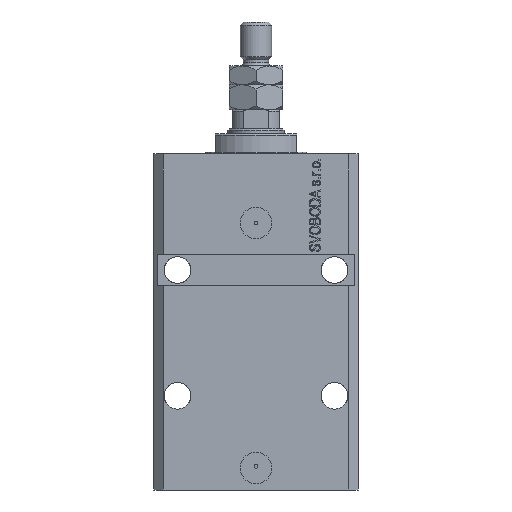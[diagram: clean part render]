
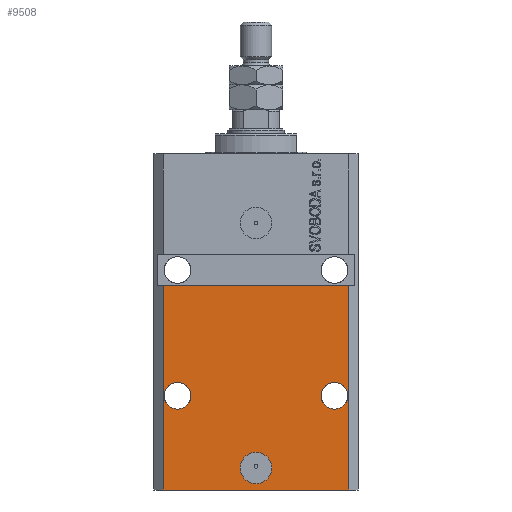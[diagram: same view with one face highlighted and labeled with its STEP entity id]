
A CAD part, front view. The second image highlights one B-rep face of the part: STEP entity #9508.
In plain terms, the highlighted planar face has unit normal (0, -1, 0).
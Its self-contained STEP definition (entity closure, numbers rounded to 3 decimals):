
#61 = VERTEX_POINT ( 'NONE', #33629 ) ;
#111 = VERTEX_POINT ( 'NONE', #23642 ) ;
#163 = EDGE_CURVE ( 'NONE', #61, #45603, #17183, .T. ) ;
#416 = DIRECTION ( 'NONE',  ( -1., 0., 0. ) ) ;
#984 = VECTOR ( 'NONE', #26170, 1000. ) ;
#997 = ORIENTED_EDGE ( 'NONE', *, *, #16328, .F. ) ;
#1492 = EDGE_CURVE ( 'NONE', #45603, #61, #41093, .T. ) ;
#1760 = CARTESIAN_POINT ( 'NONE',  ( 5., -22.5, -100. ) ) ;
#2463 = ORIENTED_EDGE ( 'NONE', *, *, #1492, .F. ) ;
#3110 = AXIS2_PLACEMENT_3D ( 'NONE', #37125, #29636, #40114 ) ;
#4213 = DIRECTION ( 'NONE',  ( 1., 0., 0. ) ) ;
#4795 = EDGE_CURVE ( 'NONE', #8791, #45059, #14127, .T. ) ;
#5843 = CARTESIAN_POINT ( 'NONE',  ( 0., -22.5, -100. ) ) ;
#5967 = EDGE_LOOP ( 'NONE', ( #2463, #9753 ) ) ;
#6018 = DIRECTION ( 'NONE',  ( 1., 0., 0. ) ) ;
#6157 = CARTESIAN_POINT ( 'NONE',  ( -29.25, -22.5, -77. ) ) ;
#6366 = DIRECTION ( 'NONE',  ( 1., 0., 0. ) ) ;
#7580 = LINE ( 'NONE', #22534, #25103 ) ;
#8791 = VERTEX_POINT ( 'NONE', #36557 ) ;
#9508 = ADVANCED_FACE ( 'NONE', ( #17474, #29191, #44623, #21212 ), #24952, .T. ) ;
#9753 = ORIENTED_EDGE ( 'NONE', *, *, #163, .F. ) ;
#10389 = AXIS2_PLACEMENT_3D ( 'NONE', #40652, #40408, #37168 ) ;
#10445 = CARTESIAN_POINT ( 'NONE',  ( -29.5, -22.5, -107. ) ) ;
#10926 = VERTEX_POINT ( 'NONE', #42264 ) ;
#12174 = CARTESIAN_POINT ( 'NONE',  ( 0., -22.5, -100. ) ) ;
#12207 = VERTEX_POINT ( 'NONE', #26890 ) ;
#12325 = CARTESIAN_POINT ( 'NONE',  ( -25., -22.5, -77. ) ) ;
#12509 = EDGE_CURVE ( 'NONE', #45059, #8791, #35993, .T. ) ;
#14127 = CIRCLE ( 'NONE', #35538, 4.25 ) ;
#16242 = ORIENTED_EDGE ( 'NONE', *, *, #22130, .F. ) ;
#16328 = EDGE_CURVE ( 'NONE', #10926, #17724, #19438, .T. ) ;
#17183 = CIRCLE ( 'NONE', #32317, 5. ) ;
#17474 = FACE_BOUND ( 'NONE', #5967, .T. ) ;
#17479 = CARTESIAN_POINT ( 'NONE',  ( 25., -22.5, -77. ) ) ;
#17724 = VERTEX_POINT ( 'NONE', #25386 ) ;
#18406 = ORIENTED_EDGE ( 'NONE', *, *, #20489, .F. ) ;
#19438 = LINE ( 'NONE', #22944, #984 ) ;
#20022 = VERTEX_POINT ( 'NONE', #40184 ) ;
#20059 = DIRECTION ( 'NONE',  ( -1., 0., 0. ) ) ;
#20489 = EDGE_CURVE ( 'NONE', #20022, #10926, #26389, .T. ) ;
#21212 = FACE_OUTER_BOUND ( 'NONE', #45105, .T. ) ;
#22130 = EDGE_CURVE ( 'NONE', #111, #27454, #24995, .T. ) ;
#22534 = CARTESIAN_POINT ( 'NONE',  ( 29.5, -22.5, -107. ) ) ;
#22655 = DIRECTION ( 'NONE',  ( 0., 0., 1. ) ) ;
#22944 = CARTESIAN_POINT ( 'NONE',  ( -32.5, -22.5, -42. ) ) ;
#23642 = CARTESIAN_POINT ( 'NONE',  ( 29.25, -22.5, -77. ) ) ;
#24952 = PLANE ( 'NONE',  #10389 ) ;
#24995 = CIRCLE ( 'NONE', #44102, 4.25 ) ;
#25103 = VECTOR ( 'NONE', #45453, 1000. ) ;
#25202 = EDGE_LOOP ( 'NONE', ( #47923, #35961 ) ) ;
#25265 = EDGE_CURVE ( 'NONE', #20022, #12207, #36053, .T. ) ;
#25386 = CARTESIAN_POINT ( 'NONE',  ( 29.5, -22.5, -42. ) ) ;
#26170 = DIRECTION ( 'NONE',  ( 1., 0., 0. ) ) ;
#26389 = LINE ( 'NONE', #10445, #41697 ) ;
#26667 = ORIENTED_EDGE ( 'NONE', *, *, #37799, .T. ) ;
#26890 = CARTESIAN_POINT ( 'NONE',  ( 29.5, -22.5, -107. ) ) ;
#27454 = VERTEX_POINT ( 'NONE', #35285 ) ;
#29191 = FACE_BOUND ( 'NONE', #43600, .T. ) ;
#29636 = DIRECTION ( 'NONE',  ( 0., -1., 0. ) ) ;
#31583 = AXIS2_PLACEMENT_3D ( 'NONE', #5843, #48182, #47460 ) ;
#32317 = AXIS2_PLACEMENT_3D ( 'NONE', #12174, #43069, #4213 ) ;
#33629 = CARTESIAN_POINT ( 'NONE',  ( -5., -22.5, -100. ) ) ;
#35285 = CARTESIAN_POINT ( 'NONE',  ( 20.75, -22.5, -77. ) ) ;
#35538 = AXIS2_PLACEMENT_3D ( 'NONE', #12325, #42737, #20059 ) ;
#35961 = ORIENTED_EDGE ( 'NONE', *, *, #12509, .F. ) ;
#35993 = CIRCLE ( 'NONE', #39957, 4.25 ) ;
#36053 = LINE ( 'NONE', #44231, #37861 ) ;
#36557 = CARTESIAN_POINT ( 'NONE',  ( -20.75, -22.5, -77. ) ) ;
#37125 = CARTESIAN_POINT ( 'NONE',  ( 25., -22.5, -77. ) ) ;
#37168 = DIRECTION ( 'NONE',  ( 1., 0., 0. ) ) ;
#37799 = EDGE_CURVE ( 'NONE', #12207, #17724, #7580, .T. ) ;
#37861 = VECTOR ( 'NONE', #6366, 1000. ) ;
#38184 = ORIENTED_EDGE ( 'NONE', *, *, #25265, .T. ) ;
#39957 = AXIS2_PLACEMENT_3D ( 'NONE', #41779, #42035, #416 ) ;
#40114 = DIRECTION ( 'NONE',  ( 1., 0., 0. ) ) ;
#40184 = CARTESIAN_POINT ( 'NONE',  ( -29.5, -22.5, -107. ) ) ;
#40408 = DIRECTION ( 'NONE',  ( 0., -1., 0. ) ) ;
#40652 = CARTESIAN_POINT ( 'NONE',  ( -29.5, -22.5, -107. ) ) ;
#41093 = CIRCLE ( 'NONE', #31583, 5. ) ;
#41697 = VECTOR ( 'NONE', #22655, 1000. ) ;
#41779 = CARTESIAN_POINT ( 'NONE',  ( -25., -22.5, -77. ) ) ;
#42035 = DIRECTION ( 'NONE',  ( 0., -1., 0. ) ) ;
#42264 = CARTESIAN_POINT ( 'NONE',  ( -29.5, -22.5, -42. ) ) ;
#42737 = DIRECTION ( 'NONE',  ( 0., -1., 0. ) ) ;
#43069 = DIRECTION ( 'NONE',  ( 0., -1., 0. ) ) ;
#43600 = EDGE_LOOP ( 'NONE', ( #16242, #47170 ) ) ;
#44102 = AXIS2_PLACEMENT_3D ( 'NONE', #17479, #44139, #6018 ) ;
#44139 = DIRECTION ( 'NONE',  ( 0., -1., 0. ) ) ;
#44231 = CARTESIAN_POINT ( 'NONE',  ( -29.5, -22.5, -107. ) ) ;
#44623 = FACE_BOUND ( 'NONE', #25202, .T. ) ;
#45059 = VERTEX_POINT ( 'NONE', #6157 ) ;
#45105 = EDGE_LOOP ( 'NONE', ( #997, #18406, #38184, #26667 ) ) ;
#45453 = DIRECTION ( 'NONE',  ( 0., 0., 1. ) ) ;
#45603 = VERTEX_POINT ( 'NONE', #1760 ) ;
#45760 = EDGE_CURVE ( 'NONE', #27454, #111, #46107, .T. ) ;
#46107 = CIRCLE ( 'NONE', #3110, 4.25 ) ;
#47170 = ORIENTED_EDGE ( 'NONE', *, *, #45760, .F. ) ;
#47460 = DIRECTION ( 'NONE',  ( 1., 0., 0. ) ) ;
#47923 = ORIENTED_EDGE ( 'NONE', *, *, #4795, .F. ) ;
#48182 = DIRECTION ( 'NONE',  ( 0., -1., 0. ) ) ;
